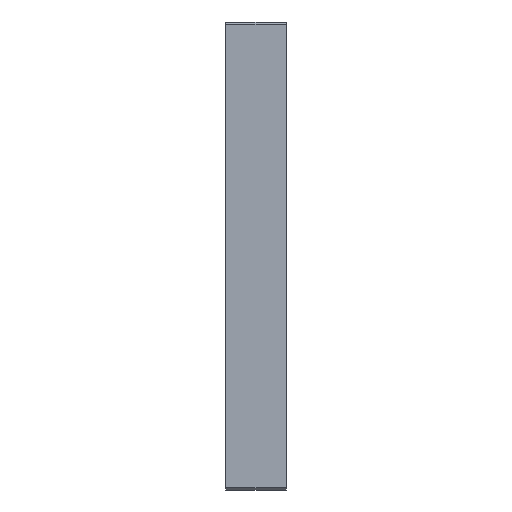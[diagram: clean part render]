
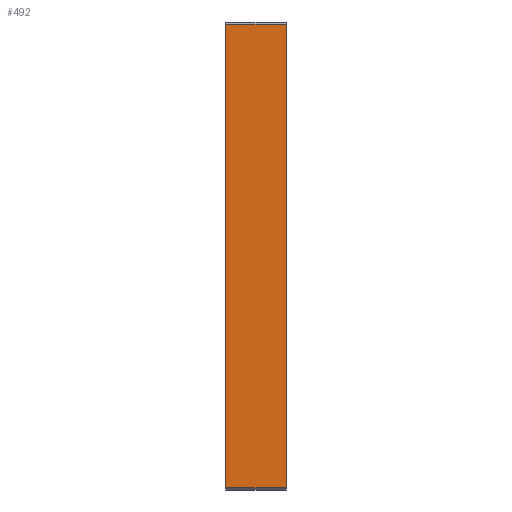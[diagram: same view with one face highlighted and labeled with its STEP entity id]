
A CAD part, left-side view. The second image highlights one B-rep face of the part: STEP entity #492.
In plain terms, the highlighted planar face has unit normal (-1, 0, 0).
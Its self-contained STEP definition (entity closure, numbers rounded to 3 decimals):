
#8 = VERTEX_POINT ( 'NONE', #59 ) ;
#20 = EDGE_CURVE ( 'NONE', #610, #102, #778, .T. ) ;
#22 = VERTEX_POINT ( 'NONE', #457 ) ;
#59 = CARTESIAN_POINT ( 'NONE',  ( -105., 13.5, -104. ) ) ;
#62 = VECTOR ( 'NONE', #166, 1000. ) ;
#65 = DIRECTION ( 'NONE',  ( 1., 0., 0. ) ) ;
#92 = LINE ( 'NONE', #454, #62 ) ;
#93 = LINE ( 'NONE', #220, #256 ) ;
#102 = VERTEX_POINT ( 'NONE', #763 ) ;
#149 = DIRECTION ( 'NONE',  ( 0., -1., 0. ) ) ;
#166 = DIRECTION ( 'NONE',  ( 0., 0., 1. ) ) ;
#197 = CARTESIAN_POINT ( 'NONE',  ( -105., 13.5, 104. ) ) ;
#211 = DIRECTION ( 'NONE',  ( 0., -1., 0. ) ) ;
#220 = CARTESIAN_POINT ( 'NONE',  ( -105., 13.5, 104. ) ) ;
#256 = VECTOR ( 'NONE', #149, 1000. ) ;
#317 = ORIENTED_EDGE ( 'NONE', *, *, #646, .T. ) ;
#357 = EDGE_CURVE ( 'NONE', #22, #102, #93, .T. ) ;
#359 = CARTESIAN_POINT ( 'NONE',  ( -105., -13.5, -104. ) ) ;
#433 = CARTESIAN_POINT ( 'NONE',  ( -105., -13.5, 104. ) ) ;
#454 = CARTESIAN_POINT ( 'NONE',  ( -105., 13.5, 104. ) ) ;
#457 = CARTESIAN_POINT ( 'NONE',  ( -105., 13.5, 104. ) ) ;
#492 = ADVANCED_FACE ( 'NONE', ( #677 ), #644, .F. ) ;
#583 = ORIENTED_EDGE ( 'NONE', *, *, #357, .F. ) ;
#601 = EDGE_LOOP ( 'NONE', ( #835, #583, #692, #317 ) ) ;
#610 = VERTEX_POINT ( 'NONE', #359 ) ;
#644 = PLANE ( 'NONE',  #880 ) ;
#646 = EDGE_CURVE ( 'NONE', #8, #610, #869, .T. ) ;
#648 = DIRECTION ( 'NONE',  ( 0., 0., 1. ) ) ;
#669 = VECTOR ( 'NONE', #211, 1000. ) ;
#677 = FACE_OUTER_BOUND ( 'NONE', #601, .T. ) ;
#692 = ORIENTED_EDGE ( 'NONE', *, *, #761, .F. ) ;
#710 = DIRECTION ( 'NONE',  ( 0., 0., -1. ) ) ;
#761 = EDGE_CURVE ( 'NONE', #8, #22, #92, .T. ) ;
#763 = CARTESIAN_POINT ( 'NONE',  ( -105., -13.5, 104. ) ) ;
#778 = LINE ( 'NONE', #433, #914 ) ;
#783 = CARTESIAN_POINT ( 'NONE',  ( -105., 13.5, -104. ) ) ;
#835 = ORIENTED_EDGE ( 'NONE', *, *, #20, .T. ) ;
#869 = LINE ( 'NONE', #783, #669 ) ;
#880 = AXIS2_PLACEMENT_3D ( 'NONE', #197, #65, #710 ) ;
#914 = VECTOR ( 'NONE', #648, 1000. ) ;
